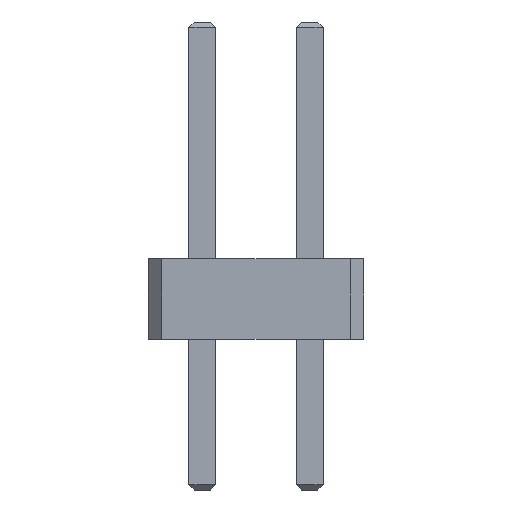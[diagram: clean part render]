
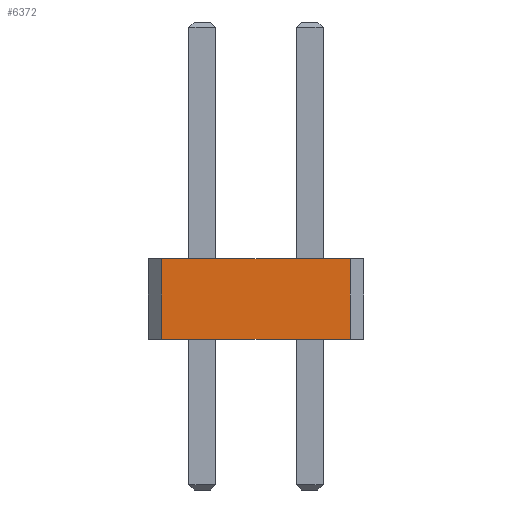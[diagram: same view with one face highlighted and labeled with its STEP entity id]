
A CAD part, front view. The second image highlights one B-rep face of the part: STEP entity #6372.
In plain terms, the highlighted planar face has unit normal (0, -1, 0).
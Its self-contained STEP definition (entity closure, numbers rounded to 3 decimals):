
#44 = PLANE('',#45);
#45 = AXIS2_PLACEMENT_3D('',#46,#47,#48);
#46 = CARTESIAN_POINT('',(-1.,0.75,0.));
#47 = DIRECTION('',(0.,0.,-1.));
#48 = DIRECTION('',(0.,1.,0.));
#100 = PLANE('',#101);
#101 = AXIS2_PLACEMENT_3D('',#102,#103,#104);
#102 = CARTESIAN_POINT('',(-1.,0.75,1.5));
#103 = DIRECTION('',(0.,0.,-1.));
#104 = DIRECTION('',(-1.,0.,0.));
#749 = VERTEX_POINT('',#750);
#750 = CARTESIAN_POINT('',(2.75,-13.,0.));
#764 = PLANE('',#765);
#765 = AXIS2_PLACEMENT_3D('',#766,#767,#768);
#766 = CARTESIAN_POINT('',(2.875,-12.875,0.));
#767 = DIRECTION('',(0.707,-0.707,0.));
#768 = DIRECTION('',(0.,0.,-1.));
#776 = EDGE_CURVE('',#777,#749,#779,.T.);
#777 = VERTEX_POINT('',#778);
#778 = CARTESIAN_POINT('',(-0.75,-13.,0.));
#779 = SURFACE_CURVE('',#780,(#784,#791),.PCURVE_S1.);
#780 = LINE('',#781,#782);
#781 = CARTESIAN_POINT('',(-1.,-13.,0.));
#782 = VECTOR('',#783,1.);
#783 = DIRECTION('',(1.,0.,0.));
#784 = PCURVE('',#44,#785);
#785 = DEFINITIONAL_REPRESENTATION('',(#786),#790);
#786 = LINE('',#787,#788);
#787 = CARTESIAN_POINT('',(-13.75,0.));
#788 = VECTOR('',#789,1.);
#789 = DIRECTION('',(0.,1.));
#790 = ( GEOMETRIC_REPRESENTATION_CONTEXT(2) 
PARAMETRIC_REPRESENTATION_CONTEXT() REPRESENTATION_CONTEXT('2D SPACE',''
  ) );
#791 = PCURVE('',#792,#797);
#792 = PLANE('',#793);
#793 = AXIS2_PLACEMENT_3D('',#794,#795,#796);
#794 = CARTESIAN_POINT('',(-1.,-13.,0.));
#795 = DIRECTION('',(0.,1.,0.));
#796 = DIRECTION('',(1.,0.,0.));
#797 = DEFINITIONAL_REPRESENTATION('',(#798),#802);
#798 = LINE('',#799,#800);
#799 = CARTESIAN_POINT('',(0.,0.));
#800 = VECTOR('',#801,1.);
#801 = DIRECTION('',(1.,0.));
#802 = ( GEOMETRIC_REPRESENTATION_CONTEXT(2) 
PARAMETRIC_REPRESENTATION_CONTEXT() REPRESENTATION_CONTEXT('2D SPACE',''
  ) );
#820 = PLANE('',#821);
#821 = AXIS2_PLACEMENT_3D('',#822,#823,#824);
#822 = CARTESIAN_POINT('',(-0.875,-12.875,0.));
#823 = DIRECTION('',(-0.707,-0.707,0.));
#824 = DIRECTION('',(0.,0.,-1.));
#3383 = VERTEX_POINT('',#3384);
#3384 = CARTESIAN_POINT('',(2.75,-13.,1.5));
#3405 = EDGE_CURVE('',#3406,#3383,#3408,.T.);
#3406 = VERTEX_POINT('',#3407);
#3407 = CARTESIAN_POINT('',(-0.75,-13.,1.5));
#3408 = SURFACE_CURVE('',#3409,(#3413,#3420),.PCURVE_S1.);
#3409 = LINE('',#3410,#3411);
#3410 = CARTESIAN_POINT('',(-1.,-13.,1.5));
#3411 = VECTOR('',#3412,1.);
#3412 = DIRECTION('',(1.,0.,0.));
#3413 = PCURVE('',#100,#3414);
#3414 = DEFINITIONAL_REPRESENTATION('',(#3415),#3419);
#3415 = LINE('',#3416,#3417);
#3416 = CARTESIAN_POINT('',(0.,-13.75));
#3417 = VECTOR('',#3418,1.);
#3418 = DIRECTION('',(-1.,0.));
#3419 = ( GEOMETRIC_REPRESENTATION_CONTEXT(2) 
PARAMETRIC_REPRESENTATION_CONTEXT() REPRESENTATION_CONTEXT('2D SPACE',''
  ) );
#3420 = PCURVE('',#792,#3421);
#3421 = DEFINITIONAL_REPRESENTATION('',(#3422),#3426);
#3422 = LINE('',#3423,#3424);
#3423 = CARTESIAN_POINT('',(0.,-1.5));
#3424 = VECTOR('',#3425,1.);
#3425 = DIRECTION('',(1.,0.));
#3426 = ( GEOMETRIC_REPRESENTATION_CONTEXT(2) 
PARAMETRIC_REPRESENTATION_CONTEXT() REPRESENTATION_CONTEXT('2D SPACE',''
  ) );
#6352 = EDGE_CURVE('',#777,#3406,#6353,.T.);
#6353 = SURFACE_CURVE('',#6354,(#6358,#6365),.PCURVE_S1.);
#6354 = LINE('',#6355,#6356);
#6355 = CARTESIAN_POINT('',(-0.75,-13.,0.));
#6356 = VECTOR('',#6357,1.);
#6357 = DIRECTION('',(0.,0.,1.));
#6358 = PCURVE('',#820,#6359);
#6359 = DEFINITIONAL_REPRESENTATION('',(#6360),#6364);
#6360 = LINE('',#6361,#6362);
#6361 = CARTESIAN_POINT('',(0.,0.177));
#6362 = VECTOR('',#6363,1.);
#6363 = DIRECTION('',(-1.,0.));
#6364 = ( GEOMETRIC_REPRESENTATION_CONTEXT(2) 
PARAMETRIC_REPRESENTATION_CONTEXT() REPRESENTATION_CONTEXT('2D SPACE',''
  ) );
#6365 = PCURVE('',#792,#6366);
#6366 = DEFINITIONAL_REPRESENTATION('',(#6367),#6371);
#6367 = LINE('',#6368,#6369);
#6368 = CARTESIAN_POINT('',(0.25,0.));
#6369 = VECTOR('',#6370,1.);
#6370 = DIRECTION('',(0.,-1.));
#6371 = ( GEOMETRIC_REPRESENTATION_CONTEXT(2) 
PARAMETRIC_REPRESENTATION_CONTEXT() REPRESENTATION_CONTEXT('2D SPACE',''
  ) );
#6372 = ADVANCED_FACE('',(#6373),#792,.F.);
#6373 = FACE_BOUND('',#6374,.F.);
#6374 = EDGE_LOOP('',(#6375,#6376,#6377,#6378));
#6375 = ORIENTED_EDGE('',*,*,#776,.F.);
#6376 = ORIENTED_EDGE('',*,*,#6352,.T.);
#6377 = ORIENTED_EDGE('',*,*,#3405,.T.);
#6378 = ORIENTED_EDGE('',*,*,#6379,.F.);
#6379 = EDGE_CURVE('',#749,#3383,#6380,.T.);
#6380 = SURFACE_CURVE('',#6381,(#6385,#6392),.PCURVE_S1.);
#6381 = LINE('',#6382,#6383);
#6382 = CARTESIAN_POINT('',(2.75,-13.,0.));
#6383 = VECTOR('',#6384,1.);
#6384 = DIRECTION('',(0.,0.,1.));
#6385 = PCURVE('',#792,#6386);
#6386 = DEFINITIONAL_REPRESENTATION('',(#6387),#6391);
#6387 = LINE('',#6388,#6389);
#6388 = CARTESIAN_POINT('',(3.75,0.));
#6389 = VECTOR('',#6390,1.);
#6390 = DIRECTION('',(0.,-1.));
#6391 = ( GEOMETRIC_REPRESENTATION_CONTEXT(2) 
PARAMETRIC_REPRESENTATION_CONTEXT() REPRESENTATION_CONTEXT('2D SPACE',''
  ) );
#6392 = PCURVE('',#764,#6393);
#6393 = DEFINITIONAL_REPRESENTATION('',(#6394),#6398);
#6394 = LINE('',#6395,#6396);
#6395 = CARTESIAN_POINT('',(0.,-0.177));
#6396 = VECTOR('',#6397,1.);
#6397 = DIRECTION('',(-1.,0.));
#6398 = ( GEOMETRIC_REPRESENTATION_CONTEXT(2) 
PARAMETRIC_REPRESENTATION_CONTEXT() REPRESENTATION_CONTEXT('2D SPACE',''
  ) );
